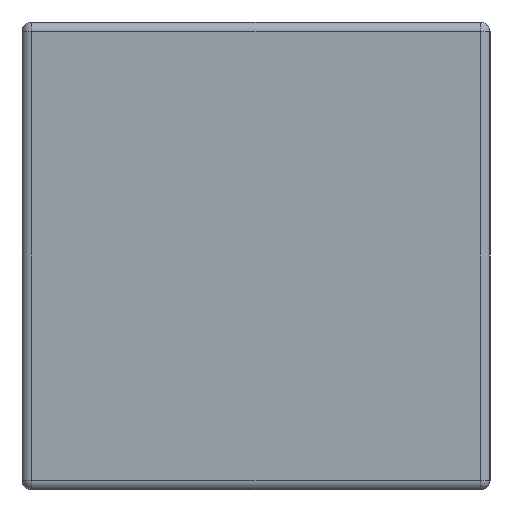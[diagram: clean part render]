
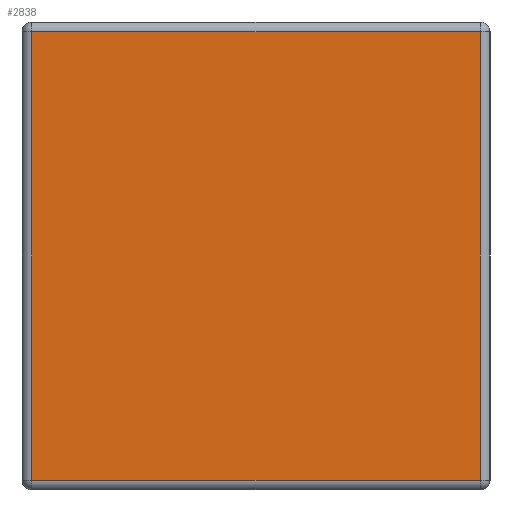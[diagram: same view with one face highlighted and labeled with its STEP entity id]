
A CAD part, left-side view. The second image highlights one B-rep face of the part: STEP entity #2838.
In plain terms, the highlighted planar face has unit normal (-1, 0, 0).
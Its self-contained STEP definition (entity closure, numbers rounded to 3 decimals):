
#18 = DIRECTION ( 'NONE',  ( 0., 0., 1. ) ) ;
#32 = EDGE_CURVE ( 'NONE', #328, #1727, #1759, .T. ) ;
#64 = VERTEX_POINT ( 'NONE', #2515 ) ;
#221 = LINE ( 'NONE', #3546, #3672 ) ;
#261 = VECTOR ( 'NONE', #3809, 1000. ) ;
#295 = LINE ( 'NONE', #2447, #3303 ) ;
#328 = VERTEX_POINT ( 'NONE', #4459 ) ;
#521 = ORIENTED_EDGE ( 'NONE', *, *, #32, .T. ) ;
#898 = LINE ( 'NONE', #2672, #261 ) ;
#998 = EDGE_CURVE ( 'NONE', #1727, #2275, #898, .T. ) ;
#1051 = ORIENTED_EDGE ( 'NONE', *, *, #4084, .T. ) ;
#1059 = CARTESIAN_POINT ( 'NONE',  ( 0., 0.021, 0. ) ) ;
#1161 = CARTESIAN_POINT ( 'NONE',  ( 0., 0.021, -0.021 ) ) ;
#1427 = DIRECTION ( 'NONE',  ( 0., -1., 0. ) ) ;
#1669 = DIRECTION ( 'NONE',  ( 0., 0., -1. ) ) ;
#1720 = CARTESIAN_POINT ( 'NONE',  ( 0., 0., 0. ) ) ;
#1727 = VERTEX_POINT ( 'NONE', #1161 ) ;
#1757 = ORIENTED_EDGE ( 'NONE', *, *, #3532, .T. ) ;
#1759 = LINE ( 'NONE', #1059, #3291 ) ;
#2275 = VERTEX_POINT ( 'NONE', #3171 ) ;
#2447 = CARTESIAN_POINT ( 'NONE',  ( 0., 0., -0.979 ) ) ;
#2515 = CARTESIAN_POINT ( 'NONE',  ( 0., 0.979, -0.979 ) ) ;
#2668 = FACE_OUTER_BOUND ( 'NONE', #2987, .T. ) ;
#2672 = CARTESIAN_POINT ( 'NONE',  ( 0., 1., -0.021 ) ) ;
#2838 = ADVANCED_FACE ( 'NONE', ( #2668 ), #3328, .T. ) ;
#2987 = EDGE_LOOP ( 'NONE', ( #1051, #521, #3379, #1757 ) ) ;
#3111 = DIRECTION ( 'NONE',  ( 0., 0., 1. ) ) ;
#3171 = CARTESIAN_POINT ( 'NONE',  ( 0., 0.979, -0.021 ) ) ;
#3291 = VECTOR ( 'NONE', #18, 1000. ) ;
#3303 = VECTOR ( 'NONE', #1427, 1000. ) ;
#3328 = PLANE ( 'NONE',  #4357 ) ;
#3379 = ORIENTED_EDGE ( 'NONE', *, *, #998, .T. ) ;
#3532 = EDGE_CURVE ( 'NONE', #2275, #64, #221, .T. ) ;
#3546 = CARTESIAN_POINT ( 'NONE',  ( 0., 0.979, -1. ) ) ;
#3672 = VECTOR ( 'NONE', #1669, 1000. ) ;
#3809 = DIRECTION ( 'NONE',  ( 0., 1., 0. ) ) ;
#4084 = EDGE_CURVE ( 'NONE', #64, #328, #295, .T. ) ;
#4152 = DIRECTION ( 'NONE',  ( -1., 0., 0. ) ) ;
#4357 = AXIS2_PLACEMENT_3D ( 'NONE', #1720, #4152, #3111 ) ;
#4459 = CARTESIAN_POINT ( 'NONE',  ( 0., 0.021, -0.979 ) ) ;
